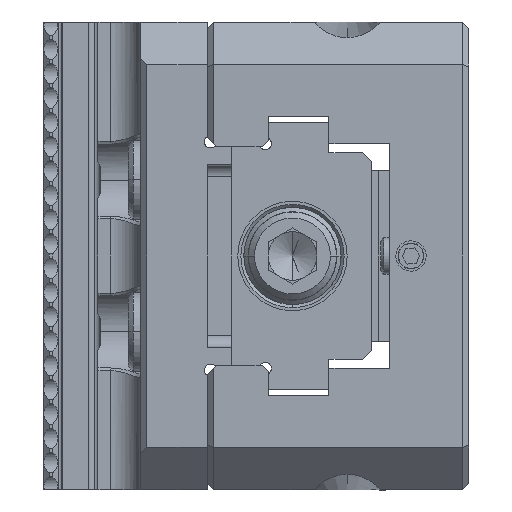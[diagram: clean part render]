
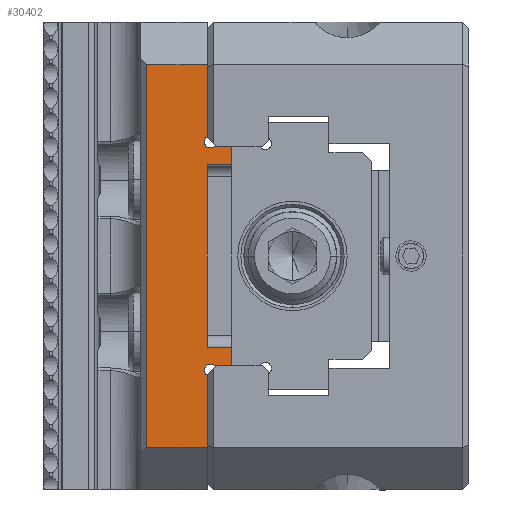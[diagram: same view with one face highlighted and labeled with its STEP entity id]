
A CAD part, left-side view. The second image highlights one B-rep face of the part: STEP entity #30402.
In plain terms, the highlighted planar face has unit normal (-1, 0, 0).
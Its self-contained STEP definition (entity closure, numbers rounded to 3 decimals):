
#20 = CARTESIAN_POINT ( 'NONE',  ( -63.963, 43., 31.5 ) ) ;
#29 = CARTESIAN_POINT ( 'NONE',  ( -63.963, 43., 19.647 ) ) ;
#1054 = LINE ( 'NONE', #21264, #10369 ) ;
#1119 = ORIENTED_EDGE ( 'NONE', *, *, #51696, .T. ) ;
#1997 = AXIS2_PLACEMENT_3D ( 'NONE', #11644, #24389, #37402 ) ;
#2235 = CARTESIAN_POINT ( 'NONE',  ( -63.963, 43., -15. ) ) ;
#2533 = CARTESIAN_POINT ( 'NONE',  ( -63.963, 54., 31.5 ) ) ;
#2877 = CARTESIAN_POINT ( 'NONE',  ( -63.963, 39., -18. ) ) ;
#3052 = ORIENTED_EDGE ( 'NONE', *, *, #9063, .F. ) ;
#3534 = LINE ( 'NONE', #52499, #26874 ) ;
#3628 = FACE_OUTER_BOUND ( 'NONE', #49499, .T. ) ;
#3746 = LINE ( 'NONE', #2877, #19741 ) ;
#4185 = EDGE_CURVE ( 'NONE', #46477, #17896, #47537, .T. ) ;
#4589 = VERTEX_POINT ( 'NONE', #51894 ) ;
#4753 = CARTESIAN_POINT ( 'NONE',  ( -63.963, 43., -31.5 ) ) ;
#4923 = CARTESIAN_POINT ( 'NONE',  ( -63.963, 53., 38.5 ) ) ;
#5673 = DIRECTION ( 'NONE',  ( 0., 0., -1. ) ) ;
#6180 = VERTEX_POINT ( 'NONE', #15957 ) ;
#6852 = VERTEX_POINT ( 'NONE', #8929 ) ;
#6977 = LINE ( 'NONE', #7241, #16959 ) ;
#7131 = CARTESIAN_POINT ( 'NONE',  ( -63.963, 43., 38.5 ) ) ;
#7241 = CARTESIAN_POINT ( 'NONE',  ( -63.963, 43., -15. ) ) ;
#7508 = ORIENTED_EDGE ( 'NONE', *, *, #30180, .F. ) ;
#7552 = ORIENTED_EDGE ( 'NONE', *, *, #22837, .F. ) ;
#8544 = LINE ( 'NONE', #7131, #25953 ) ;
#8929 = CARTESIAN_POINT ( 'NONE',  ( -63.963, 39., 18. ) ) ;
#9063 = EDGE_CURVE ( 'NONE', #41103, #44796, #51489, .T. ) ;
#10042 = VERTEX_POINT ( 'NONE', #20 ) ;
#10369 = VECTOR ( 'NONE', #43109, 1000. ) ;
#10756 = EDGE_CURVE ( 'NONE', #23169, #23983, #44501, .T. ) ;
#11644 = CARTESIAN_POINT ( 'NONE',  ( -63.963, 54., 38.5 ) ) ;
#12263 = LINE ( 'NONE', #4753, #33661 ) ;
#13922 = CARTESIAN_POINT ( 'NONE',  ( -63.963, 43., -15. ) ) ;
#14096 = DIRECTION ( 'NONE',  ( 0., 0., -1. ) ) ;
#14132 = EDGE_CURVE ( 'NONE', #43501, #19530, #15238, .T. ) ;
#14861 = EDGE_CURVE ( 'NONE', #17896, #6180, #47793, .T. ) ;
#15096 = ORIENTED_EDGE ( 'NONE', *, *, #4185, .F. ) ;
#15238 = LINE ( 'NONE', #4923, #22593 ) ;
#15629 = DIRECTION ( 'NONE',  ( 0., -1., 0. ) ) ;
#15714 = DIRECTION ( 'NONE',  ( 0., 0., -1. ) ) ;
#15957 = CARTESIAN_POINT ( 'NONE',  ( -63.963, 41.877, 18. ) ) ;
#16689 = ORIENTED_EDGE ( 'NONE', *, *, #14861, .F. ) ;
#16959 = VECTOR ( 'NONE', #15629, 1000. ) ;
#17308 = VECTOR ( 'NONE', #23132, 1000. ) ;
#17896 = VERTEX_POINT ( 'NONE', #55406 ) ;
#18414 = CARTESIAN_POINT ( 'NONE',  ( -63.963, 41.877, -18. ) ) ;
#18460 = CARTESIAN_POINT ( 'NONE',  ( -63.963, 39., 15. ) ) ;
#18710 = VECTOR ( 'NONE', #22537, 1000. ) ;
#19530 = VERTEX_POINT ( 'NONE', #40115 ) ;
#19741 = VECTOR ( 'NONE', #15714, 1000. ) ;
#20267 = VECTOR ( 'NONE', #49735, 1000. ) ;
#20352 = ORIENTED_EDGE ( 'NONE', *, *, #28683, .F. ) ;
#21264 = CARTESIAN_POINT ( 'NONE',  ( -63.963, 39., -18. ) ) ;
#21548 = CARTESIAN_POINT ( 'NONE',  ( -63.963, 39., -18. ) ) ;
#22537 = DIRECTION ( 'NONE',  ( 0., 0., -1. ) ) ;
#22593 = VECTOR ( 'NONE', #5673, 1000. ) ;
#22837 = EDGE_CURVE ( 'NONE', #10042, #46477, #42040, .T. ) ;
#23106 = ORIENTED_EDGE ( 'NONE', *, *, #47253, .T. ) ;
#23132 = DIRECTION ( 'NONE',  ( 0., 0., -1. ) ) ;
#23169 = VERTEX_POINT ( 'NONE', #51534 ) ;
#23410 = CARTESIAN_POINT ( 'NONE',  ( -63.963, 39., -15. ) ) ;
#23799 = ORIENTED_EDGE ( 'NONE', *, *, #10756, .F. ) ;
#23983 = VERTEX_POINT ( 'NONE', #2235 ) ;
#24265 = DIRECTION ( 'NONE',  ( 0., 1., 0. ) ) ;
#24389 = DIRECTION ( 'NONE',  ( 1., 0., 0. ) ) ;
#25953 = VECTOR ( 'NONE', #49905, 1000. ) ;
#26774 = DIRECTION ( 'NONE',  ( 0., -1., 0. ) ) ;
#26874 = VECTOR ( 'NONE', #26909, 1000. ) ;
#26909 = DIRECTION ( 'NONE',  ( 0., 1., 0. ) ) ;
#27875 = DIRECTION ( 'NONE',  ( 0., -1., 0. ) ) ;
#28172 = AXIS2_PLACEMENT_3D ( 'NONE', #32734, #37031, #53919 ) ;
#28649 = EDGE_CURVE ( 'NONE', #23169, #49641, #55436, .T. ) ;
#28683 = EDGE_CURVE ( 'NONE', #4589, #38450, #8544, .T. ) ;
#28794 = ORIENTED_EDGE ( 'NONE', *, *, #43181, .F. ) ;
#28844 = PLANE ( 'NONE',  #1997 ) ;
#30180 = EDGE_CURVE ( 'NONE', #23983, #41103, #6977, .T. ) ;
#30402 = ADVANCED_FACE ( 'NONE', ( #3628 ), #28844, .F. ) ;
#30877 = AXIS2_PLACEMENT_3D ( 'NONE', #37099, #33365, #24265 ) ;
#32232 = CARTESIAN_POINT ( 'NONE',  ( -63.963, 53., 31.5 ) ) ;
#32617 = EDGE_CURVE ( 'NONE', #6852, #49641, #3746, .T. ) ;
#32734 = CARTESIAN_POINT ( 'NONE',  ( -63.963, 42.508, 18.776 ) ) ;
#33365 = DIRECTION ( 'NONE',  ( -1., 0., 0. ) ) ;
#33661 = VECTOR ( 'NONE', #26774, 1000. ) ;
#36425 = ORIENTED_EDGE ( 'NONE', *, *, #28649, .T. ) ;
#36441 = CARTESIAN_POINT ( 'NONE',  ( -63.963, 43., 15. ) ) ;
#36911 = EDGE_CURVE ( 'NONE', #4589, #51277, #53073, .T. ) ;
#37031 = DIRECTION ( 'NONE',  ( -1., 0., 0. ) ) ;
#37099 = CARTESIAN_POINT ( 'NONE',  ( -63.963, 42.508, 18.776 ) ) ;
#37402 = DIRECTION ( 'NONE',  ( 0., 1., 0. ) ) ;
#38450 = VERTEX_POINT ( 'NONE', #55120 ) ;
#40115 = CARTESIAN_POINT ( 'NONE',  ( -63.963, 53., -31.5 ) ) ;
#40298 = AXIS2_PLACEMENT_3D ( 'NONE', #45802, #54420, #41819 ) ;
#40328 = ORIENTED_EDGE ( 'NONE', *, *, #43850, .T. ) ;
#41103 = VERTEX_POINT ( 'NONE', #23410 ) ;
#41819 = DIRECTION ( 'NONE',  ( 0., 1., 0. ) ) ;
#42008 = VECTOR ( 'NONE', #27875, 1000. ) ;
#42040 = LINE ( 'NONE', #45181, #17308 ) ;
#42176 = ORIENTED_EDGE ( 'NONE', *, *, #14132, .T. ) ;
#43109 = DIRECTION ( 'NONE',  ( 0., 1., 0. ) ) ;
#43181 = EDGE_CURVE ( 'NONE', #44796, #51277, #1054, .T. ) ;
#43501 = VERTEX_POINT ( 'NONE', #32232 ) ;
#43639 = CARTESIAN_POINT ( 'NONE',  ( -63.963, 39., -18. ) ) ;
#43850 = EDGE_CURVE ( 'NONE', #10042, #43501, #54424, .T. ) ;
#44501 = LINE ( 'NONE', #13922, #46485 ) ;
#44796 = VERTEX_POINT ( 'NONE', #21548 ) ;
#45181 = CARTESIAN_POINT ( 'NONE',  ( -63.963, 43., 38.5 ) ) ;
#45802 = CARTESIAN_POINT ( 'NONE',  ( -63.963, 42.508, -18.776 ) ) ;
#46411 = ORIENTED_EDGE ( 'NONE', *, *, #32617, .F. ) ;
#46477 = VERTEX_POINT ( 'NONE', #29 ) ;
#46485 = VECTOR ( 'NONE', #14096, 1000. ) ;
#47253 = EDGE_CURVE ( 'NONE', #19530, #38450, #12263, .T. ) ;
#47537 = CIRCLE ( 'NONE', #28172, 1. ) ;
#47793 = CIRCLE ( 'NONE', #30877, 1. ) ;
#48996 = ORIENTED_EDGE ( 'NONE', *, *, #36911, .T. ) ;
#49499 = EDGE_LOOP ( 'NONE', ( #3052, #7508, #23799, #36425, #46411, #1119, #16689, #15096, #7552, #40328, #42176, #23106, #20352, #48996, #28794 ) ) ;
#49641 = VERTEX_POINT ( 'NONE', #18460 ) ;
#49735 = DIRECTION ( 'NONE',  ( 0., 1., 0. ) ) ;
#49905 = DIRECTION ( 'NONE',  ( 0., 0., -1. ) ) ;
#51277 = VERTEX_POINT ( 'NONE', #18414 ) ;
#51489 = LINE ( 'NONE', #43639, #18710 ) ;
#51534 = CARTESIAN_POINT ( 'NONE',  ( -63.963, 43., 15. ) ) ;
#51696 = EDGE_CURVE ( 'NONE', #6852, #6180, #3534, .T. ) ;
#51894 = CARTESIAN_POINT ( 'NONE',  ( -63.963, 43., -19.647 ) ) ;
#52499 = CARTESIAN_POINT ( 'NONE',  ( -63.963, 39., 18. ) ) ;
#53073 = CIRCLE ( 'NONE', #40298, 1. ) ;
#53919 = DIRECTION ( 'NONE',  ( 0., 1., 0. ) ) ;
#54420 = DIRECTION ( 'NONE',  ( 1., 0., 0. ) ) ;
#54424 = LINE ( 'NONE', #2533, #20267 ) ;
#55120 = CARTESIAN_POINT ( 'NONE',  ( -63.963, 43., -31.5 ) ) ;
#55406 = CARTESIAN_POINT ( 'NONE',  ( -63.963, 42.508, 17.776 ) ) ;
#55436 = LINE ( 'NONE', #36441, #42008 ) ;
